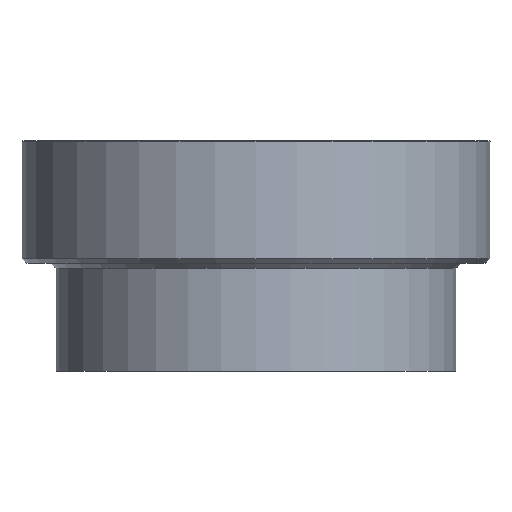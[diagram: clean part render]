
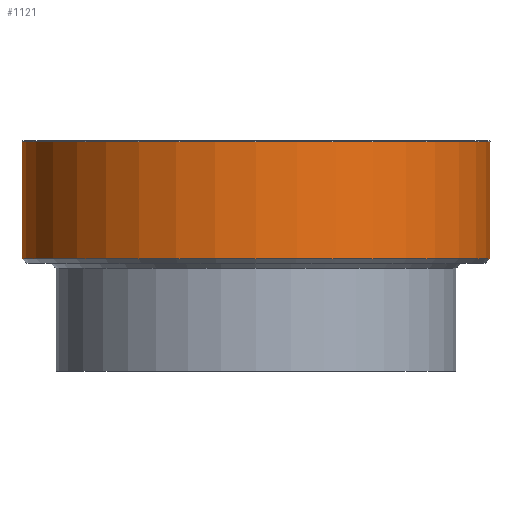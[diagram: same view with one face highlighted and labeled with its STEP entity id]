
A CAD part, front view. The second image highlights one B-rep face of the part: STEP entity #1121.
In plain terms, the highlighted cylindrical face has radius 23.65 mm (diameter 47.3 mm), a full revolution.
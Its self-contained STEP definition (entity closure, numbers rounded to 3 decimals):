
#99=LINE('',#1614,#207);
#207=VECTOR('',#1312,23.);
#315=CYLINDRICAL_SURFACE('',#1204,23.65);
#324=FACE_OUTER_BOUND('',#390,.T.);
#390=EDGE_LOOP('',(#782,#783,#784,#785));
#463=CIRCLE('',#1201,23.65);
#466=CIRCLE('',#1205,23.65);
#502=VERTEX_POINT('',#1606);
#504=VERTEX_POINT('',#1612);
#609=EDGE_CURVE('',#502,#502,#463,.T.);
#612=EDGE_CURVE('',#504,#504,#466,.T.);
#613=EDGE_CURVE('',#504,#502,#99,.T.);
#782=ORIENTED_EDGE('',*,*,#612,.F.);
#783=ORIENTED_EDGE('',*,*,#613,.T.);
#784=ORIENTED_EDGE('',*,*,#609,.F.);
#785=ORIENTED_EDGE('',*,*,#613,.F.);
#1121=ADVANCED_FACE('',(#324),#315,.T.);
#1201=AXIS2_PLACEMENT_3D('',#1607,#1302,#1303);
#1204=AXIS2_PLACEMENT_3D('',#1611,#1308,#1309);
#1205=AXIS2_PLACEMENT_3D('',#1613,#1310,#1311);
#1302=DIRECTION('center_axis',(0.,0.,
1.));
#1303=DIRECTION('ref_axis',(-1.,0.,0.));
#1308=DIRECTION('center_axis',(0.,0.,
-1.));
#1309=DIRECTION('ref_axis',(-1.,0.,0.));
#1310=DIRECTION('center_axis',(0.,0.,
-1.));
#1311=DIRECTION('ref_axis',(-1.,0.,0.));
#1312=DIRECTION('',(0.,0.,1.));
#1606=CARTESIAN_POINT('',(23.68,-24.652,27.278));
#1607=CARTESIAN_POINT('Origin',(0.03,-24.652,27.278));
#1611=CARTESIAN_POINT('Origin',(0.03,-24.652,27.378));
#1612=CARTESIAN_POINT('',(23.68,-24.647,15.479));
#1613=CARTESIAN_POINT('Origin',(0.03,-24.647,15.479));
#1614=CARTESIAN_POINT('',(23.68,-24.652,27.378));
